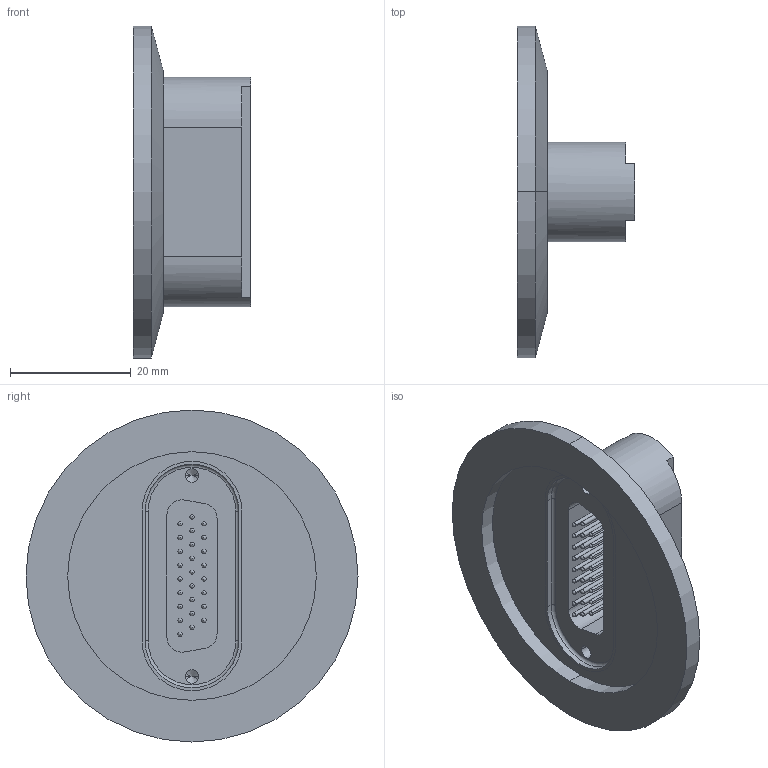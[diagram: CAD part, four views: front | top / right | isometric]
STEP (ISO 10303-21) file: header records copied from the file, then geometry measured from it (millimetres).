
FILE_DESCRIPTION (( 'STEP AP214' ), '1' );
FILE_NAME ('210-HD26-K40.step', '2025-02-17T20:31:32', ( '' ), ( '' ), 'SwSTEP 2.0', 'SolidWorks 2022', '' );
FILE_SCHEMA (( 'AUTOMOTIVE_DESIGN' ));
Length unit declared in the file: millimetre
Products named in the file (5): 218-HDX-SS_218-HD26-SS; 210-HD26-K40; 9218-HDX-SS_26pol.0,7 mm Logo; 9210-D15-K40_DN40 KF; 9210-PIN-FENI-0.7_vergoldet
Assembly tree (29 placements, depth 3):
  210-HD26-K40
    9210-D15-K40_DN40 KF
    218-HDX-SS_218-HD26-SS
      9218-HDX-SS_26pol.0,7 mm Logo
      9210-PIN-FENI-0.7_vergoldet  x26
Bounding box: 19.5 x 55 x 55 mm (x, y, z)
Volume: 11993.6 mm3; surface area: 9633.4 mm2
Topology: 28 solids, 28 shells, 415 faces, 1150 edges, 758 vertices
Faces by surface type: cylinder 177, plane 147, sphere 52, bspline 27, cone 10, torus 2
Entity records: 11970 total; most frequent: CARTESIAN_POINT 3509, DIRECTION 1686, ORIENTED_EDGE 1672, EDGE_CURVE 836, AXIS2_PLACEMENT_3D 583, VERTEX_POINT 554, VECTOR 520, LINE 520
